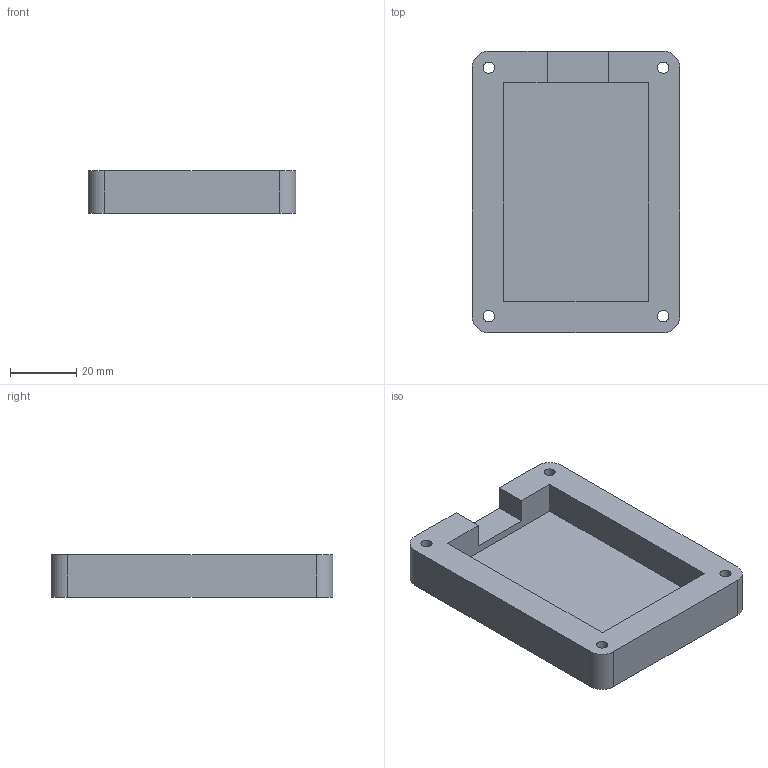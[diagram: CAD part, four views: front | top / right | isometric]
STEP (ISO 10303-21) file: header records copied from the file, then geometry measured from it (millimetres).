
FILE_DESCRIPTION(/* description */ (''),/* implementation_level */ '2;1');
FILE_NAME(/* name */ 'NuevoProyectoBase.step',/* time_stamp */ '2025-12-08T23:51:48+01:00',/* author */ (''),/* organization */ (''),/* preprocessor_version */ 'ST-DEVELOPER v20.1',/* originating_system */ 'Autodesk Translation Framework v14.21.0.0',/* authorisation */ '');
FILE_SCHEMA (('AUTOMOTIVE_DESIGN { 1 0 10303 214 3 1 1 }'));
Length unit declared in the file: millimetre
Products named in the file (2): 2025-12-08-21-39-26-364; 2025-12-08-21-40-12-610
Assembly tree (1 placements, depth 2):
  2025-12-08-21-39-26-364
    2025-12-08-21-40-12-610
Bounding box: 62.86 x 85.28 x 13 mm (x, y, z)
Volume: 38308.1 mm3; surface area: 17090.4 mm2
Topology: 1 solids, 1 shells, 267 faces, 726 edges, 484 vertices
Faces by surface type: bspline 152, plane 103, cylinder 12
Full cylindrical faces by diameter (mm): 3.4 x4, 6 x4
Entity records: 9853 total; most frequent: CARTESIAN_POINT 4064, ORIENTED_EDGE 1452, EDGE_CURVE 726, DIRECTION 682, VERTEX_POINT 484, LINE 398, VECTOR 398, B_SPLINE_CURVE_WITH_KNOTS 304
